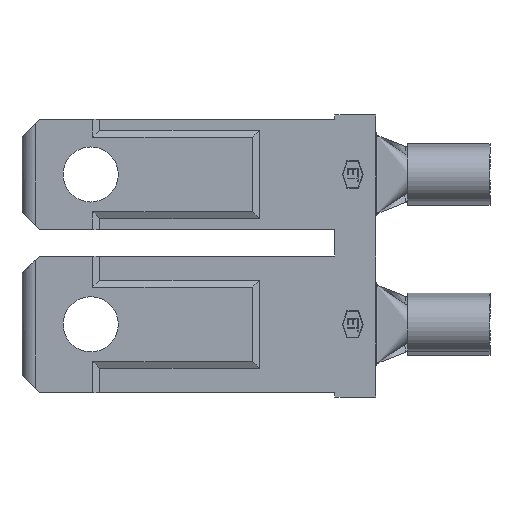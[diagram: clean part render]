
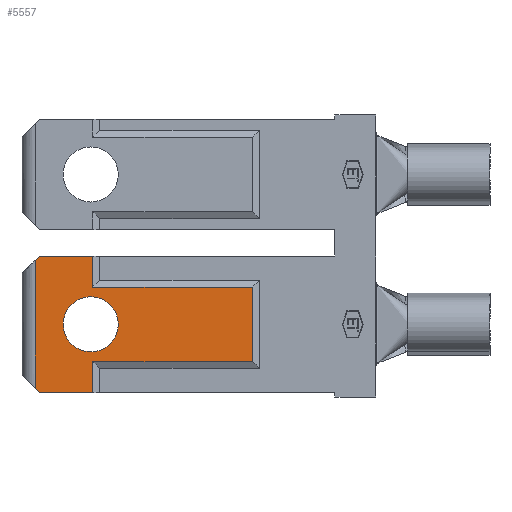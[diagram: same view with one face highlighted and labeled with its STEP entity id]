
A CAD part, front view. The second image highlights one B-rep face of the part: STEP entity #5557.
In plain terms, the highlighted planar face has unit normal (0, -1, 0).
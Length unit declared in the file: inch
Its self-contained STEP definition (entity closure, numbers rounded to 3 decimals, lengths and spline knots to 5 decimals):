
#90 = VERTEX_POINT ( 'NONE', #9409 ) ;
#219 = EDGE_CURVE ( 'NONE', #926, #11247, #7025, .T. ) ;
#284 = VECTOR ( 'NONE', #4221, 39.37008 ) ;
#292 = CIRCLE ( 'NONE', #7894, 0.0625 ) ;
#301 = VERTEX_POINT ( 'NONE', #9326 ) ;
#318 = VERTEX_POINT ( 'NONE', #9370 ) ;
#428 = CIRCLE ( 'NONE', #2745, 0.0625 ) ;
#509 = CARTESIAN_POINT ( 'NONE',  ( 0.13041, -0.03, 0.31 ) ) ;
#663 = ORIENTED_EDGE ( 'NONE', *, *, #9775, .F. ) ;
#670 = ORIENTED_EDGE ( 'NONE', *, *, #7044, .T. ) ;
#713 = CARTESIAN_POINT ( 'NONE',  ( 0.126, -0.03, -0.2175 ) ) ;
#924 = DIRECTION ( 'NONE',  ( 0., 1., 0. ) ) ;
#926 = VERTEX_POINT ( 'NONE', #3385 ) ;
#1055 = DIRECTION ( 'NONE',  ( 0., 0., 1. ) ) ;
#1404 = DIRECTION ( 'NONE',  ( 0., 0., -1. ) ) ;
#1480 = DIRECTION ( 'NONE',  ( 0.707, 0., -0.707 ) ) ;
#1758 = CARTESIAN_POINT ( 'NONE',  ( 0., -0.03, -0.31 ) ) ;
#1882 = EDGE_CURVE ( 'NONE', #90, #8690, #3236, .T. ) ;
#1944 = ORIENTED_EDGE ( 'NONE', *, *, #1882, .F. ) ;
#1975 = LINE ( 'NONE', #5886, #4880 ) ;
#2013 = VERTEX_POINT ( 'NONE', #6762 ) ;
#2551 = CARTESIAN_POINT ( 'NONE',  ( 0.13041, -0.03, -0.31 ) ) ;
#2745 = AXIS2_PLACEMENT_3D ( 'NONE', #9531, #4275, #10406 ) ;
#2757 = CARTESIAN_POINT ( 'NONE',  ( 0.13041, -0.03, 0.31 ) ) ;
#2792 = CARTESIAN_POINT ( 'NONE',  ( 0.13041, -0.03, -0.07059 ) ) ;
#2858 = ORIENTED_EDGE ( 'NONE', *, *, #219, .T. ) ;
#2984 = VECTOR ( 'NONE', #8728, 39.37008 ) ;
#3068 = VERTEX_POINT ( 'NONE', #5110 ) ;
#3236 = LINE ( 'NONE', #10449, #2984 ) ;
#3385 = CARTESIAN_POINT ( 'NONE',  ( 0., -0.03, -0.01 ) ) ;
#3486 = DIRECTION ( 'NONE',  ( 0., 0., -1. ) ) ;
#3684 = DIRECTION ( 'NONE',  ( 1., 0., 0. ) ) ;
#3904 = LINE ( 'NONE', #10868, #10633 ) ;
#3909 = VECTOR ( 'NONE', #10879, 39.37008 ) ;
#4191 = VERTEX_POINT ( 'NONE', #2792 ) ;
#4221 = DIRECTION ( 'NONE',  ( 1., 0., 0. ) ) ;
#4275 = DIRECTION ( 'NONE',  ( 0., 1., 0. ) ) ;
#4415 = VECTOR ( 'NONE', #8897, 39.37008 ) ;
#4685 = LINE ( 'NONE', #5429, #10837 ) ;
#4858 = EDGE_CURVE ( 'NONE', #8025, #8690, #7346, .T. ) ;
#4880 = VECTOR ( 'NONE', #1480, 39.37008 ) ;
#5006 = FACE_BOUND ( 'NONE', #6837, .T. ) ;
#5110 = CARTESIAN_POINT ( 'NONE',  ( 0.01, -0.03, -0.31 ) ) ;
#5314 = ORIENTED_EDGE ( 'NONE', *, *, #4858, .T. ) ;
#5429 = CARTESIAN_POINT ( 'NONE',  ( 0.11121, -0.03, -0.07059 ) ) ;
#5473 = CARTESIAN_POINT ( 'NONE',  ( 0., -0.03, 0.31 ) ) ;
#5557 = ADVANCED_FACE ( 'NONE', ( #5006, #9674 ), #10722, .F. ) ;
#5624 = DIRECTION ( 'NONE',  ( -0.707, 0., -0.707 ) ) ;
#5660 = EDGE_CURVE ( 'NONE', #301, #926, #3904, .T. ) ;
#5886 = CARTESIAN_POINT ( 'NONE',  ( -0.305, -0.03, 0.005 ) ) ;
#6013 = EDGE_CURVE ( 'NONE', #318, #8424, #292, .T. ) ;
#6061 = EDGE_CURVE ( 'NONE', #3068, #9539, #6943, .T. ) ;
#6212 = CARTESIAN_POINT ( 'NONE',  ( 0.126, -0.03, -0.155 ) ) ;
#6340 = DIRECTION ( 'NONE',  ( 0., 1., 0. ) ) ;
#6513 = EDGE_CURVE ( 'NONE', #8424, #318, #428, .T. ) ;
#6740 = VECTOR ( 'NONE', #3486, 39.37008 ) ;
#6762 = CARTESIAN_POINT ( 'NONE',  ( 0.13041, -0.03, 0. ) ) ;
#6808 = EDGE_CURVE ( 'NONE', #2013, #301, #8572, .T. ) ;
#6837 = EDGE_LOOP ( 'NONE', ( #7995, #7860 ) ) ;
#6943 = LINE ( 'NONE', #1758, #9267 ) ;
#6970 = CARTESIAN_POINT ( 'NONE',  ( 0., -0.03, 0.31 ) ) ;
#7025 = LINE ( 'NONE', #6970, #6740 ) ;
#7044 = EDGE_CURVE ( 'NONE', #11247, #3068, #1975, .T. ) ;
#7101 = DIRECTION ( 'NONE',  ( 0., 0., 1. ) ) ;
#7115 = CARTESIAN_POINT ( 'NONE',  ( 0.13041, -0.03, -0.23941 ) ) ;
#7346 = LINE ( 'NONE', #11179, #284 ) ;
#7531 = ORIENTED_EDGE ( 'NONE', *, *, #8590, .F. ) ;
#7739 = AXIS2_PLACEMENT_3D ( 'NONE', #5473, #6340, #1055 ) ;
#7743 = EDGE_LOOP ( 'NONE', ( #8582, #5314, #1944, #663, #7531, #9318, #9629, #2858, #670, #10016 ) ) ;
#7860 = ORIENTED_EDGE ( 'NONE', *, *, #6513, .T. ) ;
#7894 = AXIS2_PLACEMENT_3D ( 'NONE', #6212, #924, #7101 ) ;
#7936 = DIRECTION ( 'NONE',  ( 1., 0., 0. ) ) ;
#7995 = ORIENTED_EDGE ( 'NONE', *, *, #6013, .T. ) ;
#8010 = CARTESIAN_POINT ( 'NONE',  ( 0., -0.03, -0.3 ) ) ;
#8025 = VERTEX_POINT ( 'NONE', #7115 ) ;
#8424 = VERTEX_POINT ( 'NONE', #713 ) ;
#8572 = LINE ( 'NONE', #10002, #3909 ) ;
#8582 = ORIENTED_EDGE ( 'NONE', *, *, #10524, .F. ) ;
#8590 = EDGE_CURVE ( 'NONE', #2013, #4191, #9083, .T. ) ;
#8690 = VERTEX_POINT ( 'NONE', #8980 ) ;
#8728 = DIRECTION ( 'NONE',  ( 0., 0., -1. ) ) ;
#8897 = DIRECTION ( 'NONE',  ( 0., 0., -1. ) ) ;
#8980 = CARTESIAN_POINT ( 'NONE',  ( 0.49341, -0.03, -0.23941 ) ) ;
#9083 = LINE ( 'NONE', #2757, #4415 ) ;
#9267 = VECTOR ( 'NONE', #7936, 39.37008 ) ;
#9318 = ORIENTED_EDGE ( 'NONE', *, *, #6808, .T. ) ;
#9326 = CARTESIAN_POINT ( 'NONE',  ( 0.01, -0.03, 0. ) ) ;
#9370 = CARTESIAN_POINT ( 'NONE',  ( 0.126, -0.03, -0.0925 ) ) ;
#9409 = CARTESIAN_POINT ( 'NONE',  ( 0.49341, -0.03, -0.07059 ) ) ;
#9531 = CARTESIAN_POINT ( 'NONE',  ( 0.126, -0.03, -0.155 ) ) ;
#9539 = VERTEX_POINT ( 'NONE', #2551 ) ;
#9629 = ORIENTED_EDGE ( 'NONE', *, *, #5660, .T. ) ;
#9674 = FACE_OUTER_BOUND ( 'NONE', #7743, .T. ) ;
#9775 = EDGE_CURVE ( 'NONE', #4191, #90, #4685, .T. ) ;
#10002 = CARTESIAN_POINT ( 'NONE',  ( 0., -0.03, 0. ) ) ;
#10016 = ORIENTED_EDGE ( 'NONE', *, *, #6061, .T. ) ;
#10406 = DIRECTION ( 'NONE',  ( 0., 0., 1. ) ) ;
#10410 = VECTOR ( 'NONE', #1404, 39.37008 ) ;
#10449 = CARTESIAN_POINT ( 'NONE',  ( 0.49341, -0.03, -0.055 ) ) ;
#10524 = EDGE_CURVE ( 'NONE', #8025, #9539, #10689, .T. ) ;
#10633 = VECTOR ( 'NONE', #5624, 39.37008 ) ;
#10689 = LINE ( 'NONE', #509, #10410 ) ;
#10722 = PLANE ( 'NONE',  #7739 ) ;
#10837 = VECTOR ( 'NONE', #3684, 39.37008 ) ;
#10868 = CARTESIAN_POINT ( 'NONE',  ( 0.16, -0.03, 0.15 ) ) ;
#10879 = DIRECTION ( 'NONE',  ( -1., 0., 0. ) ) ;
#11179 = CARTESIAN_POINT ( 'NONE',  ( 0.11121, -0.03, -0.23941 ) ) ;
#11247 = VERTEX_POINT ( 'NONE', #8010 ) ;
